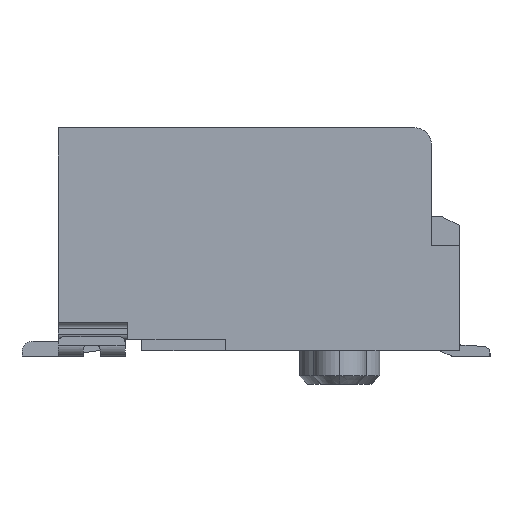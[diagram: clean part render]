
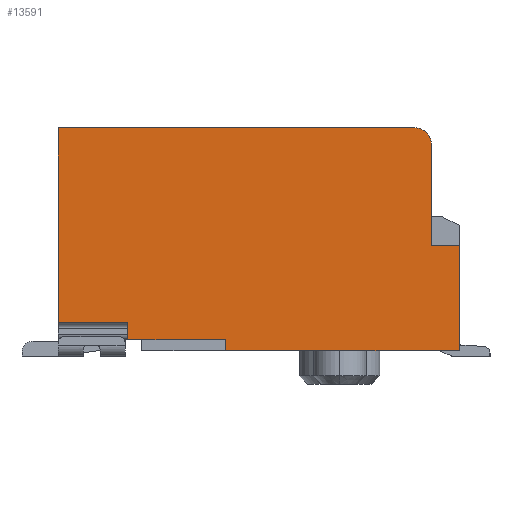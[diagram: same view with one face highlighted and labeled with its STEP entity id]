
A CAD part, left-side view. The second image highlights one B-rep face of the part: STEP entity #13591.
In plain terms, the highlighted planar face has unit normal (-1, 0, 0).
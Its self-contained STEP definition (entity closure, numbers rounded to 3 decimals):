
#2377 = VERTEX_POINT('',#2378);
#2378 = CARTESIAN_POINT('',(-10.95,-2.2,0.1));
#2384 = EDGE_CURVE('',#2377,#2385,#2387,.T.);
#2385 = VERTEX_POINT('',#2386);
#2386 = CARTESIAN_POINT('',(-10.95,-2.2,1.98));
#2387 = LINE('',#2388,#2389);
#2388 = CARTESIAN_POINT('',(-10.95,-2.2,0.1));
#2389 = VECTOR('',#2390,1.);
#2390 = DIRECTION('',(0.,0.,1.));
#3582 = VERTEX_POINT('',#3583);
#3583 = CARTESIAN_POINT('',(-10.95,2.,0.1));
#3589 = EDGE_CURVE('',#3582,#2377,#3590,.T.);
#3590 = LINE('',#3591,#3592);
#3591 = CARTESIAN_POINT('',(-10.95,2.,0.1));
#3592 = VECTOR('',#3593,1.);
#3593 = DIRECTION('',(0.,-1.,0.));
#13569 = EDGE_CURVE('',#13570,#2385,#13572,.T.);
#13570 = VERTEX_POINT('',#13571);
#13571 = CARTESIAN_POINT('',(-10.95,-1.7,1.98));
#13572 = LINE('',#13573,#13574);
#13573 = CARTESIAN_POINT('',(-10.95,-1.7,1.98));
#13574 = VECTOR('',#13575,1.);
#13575 = DIRECTION('',(0.,-1.,0.));
#13591 = ADVANCED_FACE('',(#13592),#13660,.T.);
#13592 = FACE_BOUND('',#13593,.F.);
#13593 = EDGE_LOOP('',(#13594,#13595,#13596,#13597,#13605,#13613,#13621,
    #13629,#13637,#13645,#13654));
#13594 = ORIENTED_EDGE('',*,*,#13569,.T.);
#13595 = ORIENTED_EDGE('',*,*,#2384,.F.);
#13596 = ORIENTED_EDGE('',*,*,#3589,.F.);
#13597 = ORIENTED_EDGE('',*,*,#13598,.F.);
#13598 = EDGE_CURVE('',#13599,#3582,#13601,.T.);
#13599 = VERTEX_POINT('',#13600);
#13600 = CARTESIAN_POINT('',(-10.95,2.,0.3));
#13601 = LINE('',#13602,#13603);
#13602 = CARTESIAN_POINT('',(-10.95,2.,0.3));
#13603 = VECTOR('',#13604,1.);
#13604 = DIRECTION('',(0.,0.,-1.));
#13605 = ORIENTED_EDGE('',*,*,#13606,.T.);
#13606 = EDGE_CURVE('',#13599,#13607,#13609,.T.);
#13607 = VERTEX_POINT('',#13608);
#13608 = CARTESIAN_POINT('',(-10.95,3.75,0.3));
#13609 = LINE('',#13610,#13611);
#13610 = CARTESIAN_POINT('',(-10.95,2.,0.3));
#13611 = VECTOR('',#13612,1.);
#13612 = DIRECTION('',(0.,1.,-0.));
#13613 = ORIENTED_EDGE('',*,*,#13614,.F.);
#13614 = EDGE_CURVE('',#13615,#13607,#13617,.T.);
#13615 = VERTEX_POINT('',#13616);
#13616 = CARTESIAN_POINT('',(-10.95,3.75,0.6));
#13617 = LINE('',#13618,#13619);
#13618 = CARTESIAN_POINT('',(-10.95,3.75,0.6));
#13619 = VECTOR('',#13620,1.);
#13620 = DIRECTION('',(0.,0.,-1.));
#13621 = ORIENTED_EDGE('',*,*,#13622,.T.);
#13622 = EDGE_CURVE('',#13615,#13623,#13625,.T.);
#13623 = VERTEX_POINT('',#13624);
#13624 = CARTESIAN_POINT('',(-10.95,5.,0.6));
#13625 = LINE('',#13626,#13627);
#13626 = CARTESIAN_POINT('',(-10.95,3.75,0.6));
#13627 = VECTOR('',#13628,1.);
#13628 = DIRECTION('',(0.,1.,-0.));
#13629 = ORIENTED_EDGE('',*,*,#13630,.T.);
#13630 = EDGE_CURVE('',#13623,#13631,#13633,.T.);
#13631 = VERTEX_POINT('',#13632);
#13632 = CARTESIAN_POINT('',(-10.95,5.,4.1));
#13633 = LINE('',#13634,#13635);
#13634 = CARTESIAN_POINT('',(-10.95,5.,0.6));
#13635 = VECTOR('',#13636,1.);
#13636 = DIRECTION('',(0.,0.,1.));
#13637 = ORIENTED_EDGE('',*,*,#13638,.T.);
#13638 = EDGE_CURVE('',#13631,#13639,#13641,.T.);
#13639 = VERTEX_POINT('',#13640);
#13640 = CARTESIAN_POINT('',(-10.95,-1.4,4.1));
#13641 = LINE('',#13642,#13643);
#13642 = CARTESIAN_POINT('',(-10.95,5.,4.1));
#13643 = VECTOR('',#13644,1.);
#13644 = DIRECTION('',(0.,-1.,0.));
#13645 = ORIENTED_EDGE('',*,*,#13646,.T.);
#13646 = EDGE_CURVE('',#13639,#13647,#13649,.T.);
#13647 = VERTEX_POINT('',#13648);
#13648 = CARTESIAN_POINT('',(-10.95,-1.7,3.8));
#13649 = CIRCLE('',#13650,0.3);
#13650 = AXIS2_PLACEMENT_3D('',#13651,#13652,#13653);
#13651 = CARTESIAN_POINT('',(-10.95,-1.4,3.8));
#13652 = DIRECTION('',(1.,0.,0.));
#13653 = DIRECTION('',(0.,0.,1.));
#13654 = ORIENTED_EDGE('',*,*,#13655,.T.);
#13655 = EDGE_CURVE('',#13647,#13570,#13656,.T.);
#13656 = LINE('',#13657,#13658);
#13657 = CARTESIAN_POINT('',(-10.95,-1.7,3.8));
#13658 = VECTOR('',#13659,1.);
#13659 = DIRECTION('',(0.,0.,-1.));
#13660 = PLANE('',#13661);
#13661 = AXIS2_PLACEMENT_3D('',#13662,#13663,#13664);
#13662 = CARTESIAN_POINT('',(-10.95,-2.2,4.1));
#13663 = DIRECTION('',(-1.,0.,0.));
#13664 = DIRECTION('',(0.,1.,-0.));
